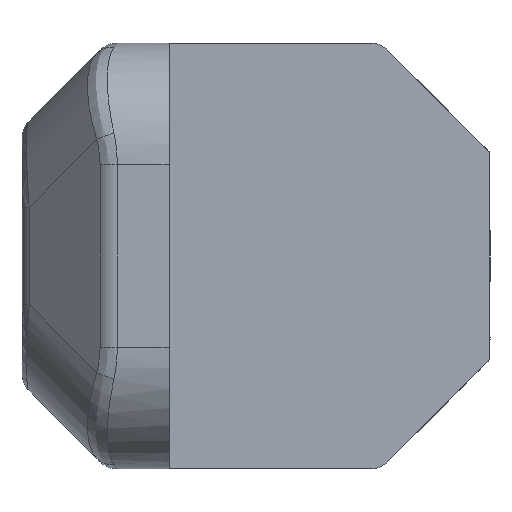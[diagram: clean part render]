
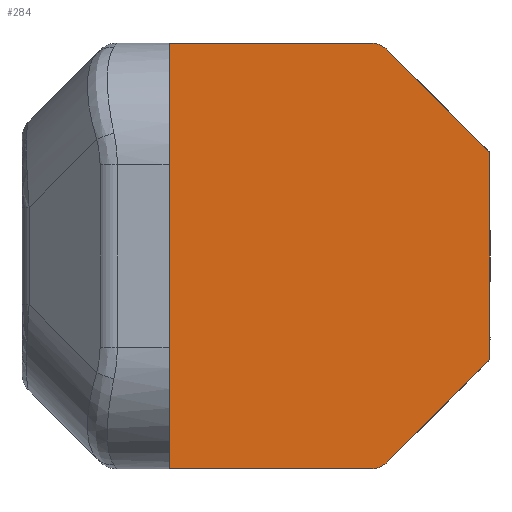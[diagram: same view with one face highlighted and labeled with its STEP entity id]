
A CAD part, front view. The second image highlights one B-rep face of the part: STEP entity #284.
In plain terms, the highlighted planar face has unit normal (0, -1, 0).
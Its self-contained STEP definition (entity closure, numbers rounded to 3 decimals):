
#53 = CARTESIAN_POINT ( 'NONE',  ( 6.02, -14.227, -4.207 ) ) ;
#240 = ORIENTED_EDGE ( 'NONE', *, *, #5450, .T. ) ;
#263 = VERTEX_POINT ( 'NONE', #2524 ) ;
#284 = ADVANCED_FACE ( 'NONE', ( #4387 ), #768, .F. ) ;
#318 = LINE ( 'NONE', #3204, #3440 ) ;
#417 = CARTESIAN_POINT ( 'NONE',  ( 5.313, -14.227, 13. ) ) ;
#471 = VECTOR ( 'NONE', #769, 1000. ) ;
#474 = AXIS2_PLACEMENT_3D ( 'NONE', #3682, #4077, #5078 ) ;
#520 = DIRECTION ( 'NONE',  ( -1., 0., 0. ) ) ;
#768 = PLANE ( 'NONE',  #5170 ) ;
#769 = DIRECTION ( 'NONE',  ( -1., 0., 0. ) ) ;
#910 = LINE ( 'NONE', #4569, #471 ) ;
#1222 = DIRECTION ( 'NONE',  ( -0.707, 0., 0.707 ) ) ;
#1466 = CARTESIAN_POINT ( 'NONE',  ( -2.956, -14.227, -4.5 ) ) ;
#1530 = AXIS2_PLACEMENT_3D ( 'NONE', #4593, #2304, #4148 ) ;
#1579 = ORIENTED_EDGE ( 'NONE', *, *, #2632, .F. ) ;
#1588 = LINE ( 'NONE', #2558, #5174 ) ;
#1592 = LINE ( 'NONE', #3921, #2078 ) ;
#1823 = VERTEX_POINT ( 'NONE', #2340 ) ;
#1925 = CARTESIAN_POINT ( 'NONE',  ( -2.956, -14.227, 13. ) ) ;
#1956 = VERTEX_POINT ( 'NONE', #4949 ) ;
#2077 = VERTEX_POINT ( 'NONE', #5918 ) ;
#2078 = VECTOR ( 'NONE', #3428, 1000. ) ;
#2105 = CIRCLE ( 'NONE', #1530, 1. ) ;
#2131 = EDGE_CURVE ( 'NONE', #2894, #3582, #5011, .T. ) ;
#2189 = DIRECTION ( 'NONE',  ( 0., 1., 0. ) ) ;
#2304 = DIRECTION ( 'NONE',  ( 0., -1., 0. ) ) ;
#2328 = EDGE_CURVE ( 'NONE', #1823, #263, #1588, .T. ) ;
#2333 = CARTESIAN_POINT ( 'NONE',  ( -2.956, -14.227, 8.5 ) ) ;
#2340 = CARTESIAN_POINT ( 'NONE',  ( 10.227, -14.227, 8.5 ) ) ;
#2394 = ORIENTED_EDGE ( 'NONE', *, *, #2823, .F. ) ;
#2524 = CARTESIAN_POINT ( 'NONE',  ( 6.02, -14.227, 12.707 ) ) ;
#2558 = CARTESIAN_POINT ( 'NONE',  ( 10.227, -14.227, 8.5 ) ) ;
#2612 = CARTESIAN_POINT ( 'NONE',  ( -2.956, -14.227, 8.5 ) ) ;
#2632 = EDGE_CURVE ( 'NONE', #2077, #3582, #3651, .T. ) ;
#2747 = DIRECTION ( 'NONE',  ( 0., 0., -1. ) ) ;
#2753 = ORIENTED_EDGE ( 'NONE', *, *, #2328, .T. ) ;
#2823 = EDGE_CURVE ( 'NONE', #1823, #1956, #1592, .T. ) ;
#2884 = ORIENTED_EDGE ( 'NONE', *, *, #5434, .T. ) ;
#2894 = VERTEX_POINT ( 'NONE', #1925 ) ;
#3056 = DIRECTION ( 'NONE',  ( 0.707, 0., 0.707 ) ) ;
#3204 = CARTESIAN_POINT ( 'NONE',  ( 5.727, -14.227, -4.5 ) ) ;
#3261 = CARTESIAN_POINT ( 'NONE',  ( -2.956, -14.227, -4.5 ) ) ;
#3428 = DIRECTION ( 'NONE',  ( 0., 0., -1. ) ) ;
#3440 = VECTOR ( 'NONE', #3056, 1000. ) ;
#3582 = VERTEX_POINT ( 'NONE', #1466 ) ;
#3651 = LINE ( 'NONE', #3261, #4307 ) ;
#3682 = CARTESIAN_POINT ( 'NONE',  ( 5.313, -14.227, -3.5 ) ) ;
#3820 = VECTOR ( 'NONE', #2747, 1000. ) ;
#3860 = VERTEX_POINT ( 'NONE', #417 ) ;
#3921 = CARTESIAN_POINT ( 'NONE',  ( 10.227, -14.227, 8.5 ) ) ;
#4077 = DIRECTION ( 'NONE',  ( 0., -1., 0. ) ) ;
#4148 = DIRECTION ( 'NONE',  ( 0., 0., 1. ) ) ;
#4307 = VECTOR ( 'NONE', #520, 1000. ) ;
#4387 = FACE_OUTER_BOUND ( 'NONE', #5328, .T. ) ;
#4451 = DIRECTION ( 'NONE',  ( 0., 0., 1. ) ) ;
#4569 = CARTESIAN_POINT ( 'NONE',  ( -2.956, -14.227, 13. ) ) ;
#4593 = CARTESIAN_POINT ( 'NONE',  ( 5.313, -14.227, 12. ) ) ;
#4672 = EDGE_CURVE ( 'NONE', #2077, #5411, #5482, .T. ) ;
#4671 = EDGE_CURVE ( 'NONE', #263, #3860, #2105, .T. ) ;
#4949 = CARTESIAN_POINT ( 'NONE',  ( 10.227, -14.227, 0. ) ) ;
#5011 = LINE ( 'NONE', #2333, #3820 ) ;
#5078 = DIRECTION ( 'NONE',  ( 0., 0., 1. ) ) ;
#5096 = ORIENTED_EDGE ( 'NONE', *, *, #4671, .T. ) ;
#5170 = AXIS2_PLACEMENT_3D ( 'NONE', #2612, #2189, #4451 ) ;
#5174 = VECTOR ( 'NONE', #1222, 1000. ) ;
#5328 = EDGE_LOOP ( 'NONE', ( #2753, #5096, #2884, #5849, #1579, #5399, #240, #2394 ) ) ;
#5399 = ORIENTED_EDGE ( 'NONE', *, *, #4672, .T. ) ;
#5411 = VERTEX_POINT ( 'NONE', #53 ) ;
#5434 = EDGE_CURVE ( 'NONE', #3860, #2894, #910, .T. ) ;
#5450 = EDGE_CURVE ( 'NONE', #5411, #1956, #318, .T. ) ;
#5482 = CIRCLE ( 'NONE', #474, 1. ) ;
#5849 = ORIENTED_EDGE ( 'NONE', *, *, #2131, .T. ) ;
#5918 = CARTESIAN_POINT ( 'NONE',  ( 5.313, -14.227, -4.5 ) ) ;
